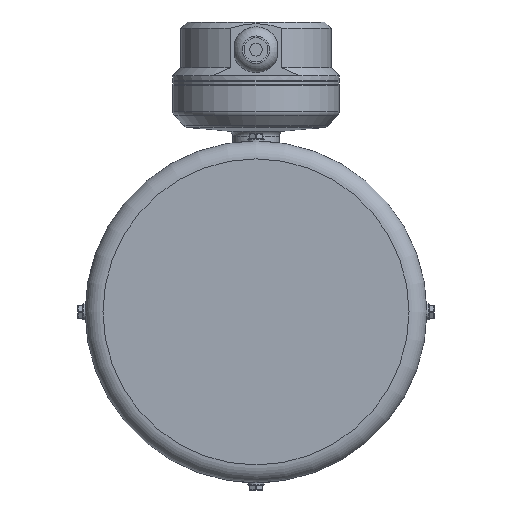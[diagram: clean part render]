
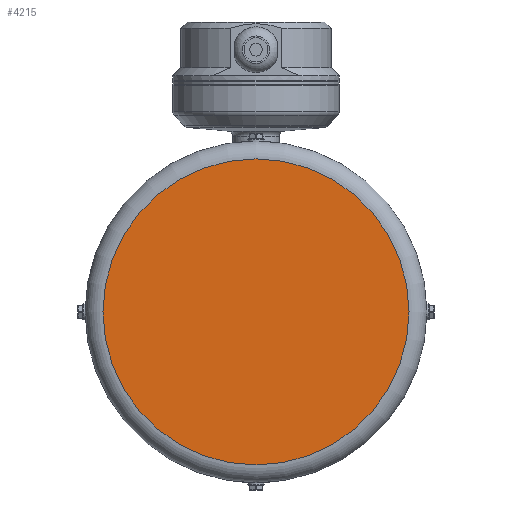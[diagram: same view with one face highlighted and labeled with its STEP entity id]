
A CAD part, left-side view. The second image highlights one B-rep face of the part: STEP entity #4215.
In plain terms, the highlighted planar face has unit normal (-1, 0, 0).
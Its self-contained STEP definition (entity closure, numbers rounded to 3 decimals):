
#38=PLANE('',#4561);
#763=ORIENTED_EDGE('',*,*,#1443,.T.);
#1443=EDGE_CURVE('',#1749,#1749,#1928,.T.);
#1749=VERTEX_POINT('',#6479);
#1928=CIRCLE('',#4562,85.5);
#2113=EDGE_LOOP('',(#763));
#2409=FACE_BOUND('',#2113,.T.);
#4215=ADVANCED_FACE('',(#2409),#38,.T.);
#4561=AXIS2_PLACEMENT_3D('',#6477,#5250,#5251);
#4562=AXIS2_PLACEMENT_3D('',#6478,#5252,#5253);
#5250=DIRECTION('',(-1.,0.,0.));
#5251=DIRECTION('',(0.,0.,1.));
#5252=DIRECTION('',(-1.,0.,0.));
#5253=DIRECTION('',(0.,0.,1.));
#6477=CARTESIAN_POINT('',(-350.5,0.,85.5));
#6478=CARTESIAN_POINT('',(-350.5,0.,0.));
#6479=CARTESIAN_POINT('',(-350.5,0.,85.5));
